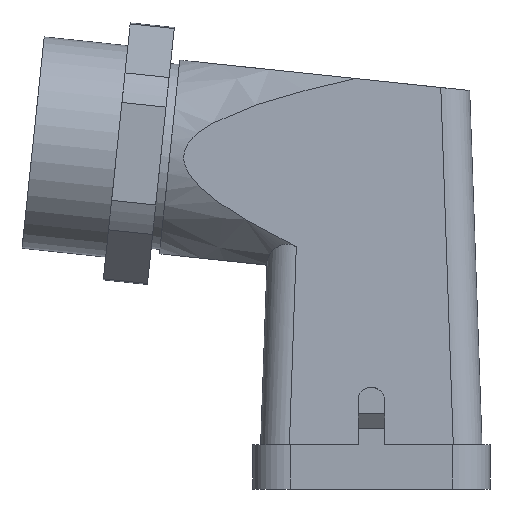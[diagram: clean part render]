
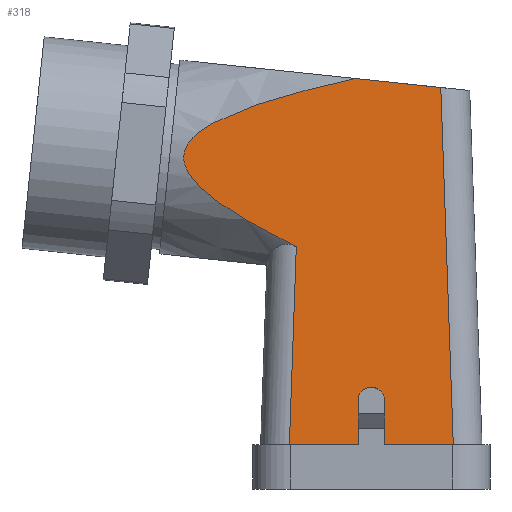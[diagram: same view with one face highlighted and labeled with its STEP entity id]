
A CAD part, front view. The second image highlights one B-rep face of the part: STEP entity #318.
In plain terms, the highlighted planar face has unit normal (0, -0.999, 0.035).
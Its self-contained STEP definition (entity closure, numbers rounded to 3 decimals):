
#318 = ADVANCED_FACE( '', ( #681 ), #682, .T. );
#681 = FACE_OUTER_BOUND( '', #1074, .T. );
#682 = PLANE( '', #1075 );
#1074 = EDGE_LOOP( '', ( #1979, #1980, #1981, #1982, #1983, #1984, #1985, #1986, #1987 ) );
#1075 = AXIS2_PLACEMENT_3D( '', #1988, #1989, #1990 );
#1979 = ORIENTED_EDGE( '', *, *, #2708, .T. );
#1980 = ORIENTED_EDGE( '', *, *, #2709, .T. );
#1981 = ORIENTED_EDGE( '', *, *, #2710, .F. );
#1982 = ORIENTED_EDGE( '', *, *, #2545, .F. );
#1983 = ORIENTED_EDGE( '', *, *, #2460, .F. );
#1984 = ORIENTED_EDGE( '', *, *, #2401, .F. );
#1985 = ORIENTED_EDGE( '', *, *, #2589, .F. );
#1986 = ORIENTED_EDGE( '', *, *, #2376, .T. );
#1987 = ORIENTED_EDGE( '', *, *, #2407, .T. );
#1988 = CARTESIAN_POINT( '', ( 0., -12.5, 5. ) );
#1989 = DIRECTION( '', ( 0., -0.999, 0.035 ) );
#1990 = DIRECTION( '', ( 0., -0.035, -0.999 ) );
#2376 = EDGE_CURVE( '', #2824, #2821, #2825, .F. );
#2401 = EDGE_CURVE( '', #2866, #2869, #2870, .T. );
#2407 = EDGE_CURVE( '', #2821, #2879, #2880, .T. );
#2460 = EDGE_CURVE( '', #2869, #2970, #2971, .T. );
#2545 = EDGE_CURVE( '', #2970, #3108, #3109, .T. );
#2589 = EDGE_CURVE( '', #2824, #2866, #3174, .T. );
#2708 = EDGE_CURVE( '', #2879, #3333, #3334, .T. );
#2709 = EDGE_CURVE( '', #3333, #3335, #3336, .T. );
#2710 = EDGE_CURVE( '', #3108, #3335, #3337, .T. );
#2821 = VERTEX_POINT( '', #3476 );
#2824 = VERTEX_POINT( '', #3479 );
#2825 = LINE( '', #3480, #3481 );
#2866 = VERTEX_POINT( '', #3535 );
#2869 = VERTEX_POINT( '', #3539 );
#2870 = LINE( '', #3540, #3541 );
#2879 = VERTEX_POINT( '', #3554 );
#2880 = LINE( '', #3555, #3556 );
#2970 = VERTEX_POINT( '', #3856 );
#2971 = ELLIPSE( '', #3857, 1.501, 1.5 );
#3108 = VERTEX_POINT( '', #4117 );
#3109 = LINE( '', #4118, #4119 );
#3174 = LINE( '', #4211, #4212 );
#3333 = VERTEX_POINT( '', #4465 );
#3334 = B_SPLINE_CURVE_WITH_KNOTS( '', 3, ( #4466, #4467, #4468, #4469, #4470, #4471, #4472, #4473, #4474, #4475, #4476, #4477, #4478, #4479, #4480, #4481, #4482, #4483, #4484, #4485, #4486, #4487, #4488, #4489, #4490, #4491, #4492, #4493, #4494, #4495, #4496, #4497, #4498, #4499, #4500, #4501, #4502, #4503, #4504, #4505, #4506, #4507 ), .UNSPECIFIED., .F., .F., ( 4, 2, 2, 2, 2, 2, 2, 2, 2, 2, 2, 2, 2, 2, 2, 2, 2, 2, 2, 2, 4 ), ( -0.009, -0.005, 0., 0.003, 0.005, 0.008, 0.009, 0.01, 0.011, 0.011, 0.012, 0.012, 0.013, 0.014, 0.015, 0.016, 0.017, 0.02, 0.022, 0.025, 0.029 ), .UNSPECIFIED. );
#3335 = VERTEX_POINT( '', #4508 );
#3336 = LINE( '', #4509, #4510 );
#3337 = LINE( '', #4511, #4512 );
#3476 = CARTESIAN_POINT( '', ( 7.843, -11.091, 45.343 ) );
#3479 = CARTESIAN_POINT( '', ( 9.252, -12.5, 5. ) );
#3480 = CARTESIAN_POINT( '', ( 9.241, -12.489, 5.322 ) );
#3481 = VECTOR( '', #4669, 1000. );
#3535 = CARTESIAN_POINT( '', ( 1.5, -12.5, 5. ) );
#3539 = CARTESIAN_POINT( '', ( 1.5, -12.325, 10. ) );
#3540 = CARTESIAN_POINT( '', ( 1.5, -12.243, 12.36 ) );
#3541 = VECTOR( '', #4697, 1000. );
#3554 = CARTESIAN_POINT( '', ( -1.826, -11.056, 46.359 ) );
#3555 = CARTESIAN_POINT( '', ( 4.285, -11.078, 45.717 ) );
#3556 = VECTOR( '', #4702, 1000. );
#3856 = CARTESIAN_POINT( '', ( -1.5, -12.325, 10. ) );
#3857 = AXIS2_PLACEMENT_3D( '', #4755, #4756, #4757 );
#4117 = CARTESIAN_POINT( '', ( -1.5, -12.5, 5. ) );
#4118 = CARTESIAN_POINT( '', ( -1.5, -12.417, 7.366 ) );
#4119 = VECTOR( '', #4832, 1000. );
#4211 = CARTESIAN_POINT( '', ( 13.4, -12.5, 5. ) );
#4212 = VECTOR( '', #4889, 1000. );
#4465 = CARTESIAN_POINT( '', ( -8.471, -11.719, 27.362 ) );
#4466 = CARTESIAN_POINT( '', ( -1.826, -11.056, 46.359 ) );
#4467 = CARTESIAN_POINT( '', ( -3.406, -11.068, 46.008 ) );
#4468 = CARTESIAN_POINT( '', ( -4.981, -11.081, 45.639 ) );
#4469 = CARTESIAN_POINT( '', ( -8.117, -11.109, 44.845 ) );
#4470 = CARTESIAN_POINT( '', ( -9.68, -11.123, 44.42 ) );
#4471 = CARTESIAN_POINT( '', ( -12.003, -11.148, 43.708 ) );
#4472 = CARTESIAN_POINT( '', ( -12.773, -11.157, 43.459 ) );
#4473 = CARTESIAN_POINT( '', ( -14.3, -11.176, 42.922 ) );
#4474 = CARTESIAN_POINT( '', ( -15.058, -11.186, 42.635 ) );
#4475 = CARTESIAN_POINT( '', ( -16.55, -11.208, 42.003 ) );
#4476 = CARTESIAN_POINT( '', ( -17.28, -11.22, 41.66 ) );
#4477 = CARTESIAN_POINT( '', ( -18.33, -11.24, 41.07 ) );
#4478 = CARTESIAN_POINT( '', ( -18.673, -11.248, 40.861 ) );
#4479 = CARTESIAN_POINT( '', ( -19.334, -11.264, 40.403 ) );
#4480 = CARTESIAN_POINT( '', ( -19.654, -11.272, 40.155 ) );
#4481 = CARTESIAN_POINT( '', ( -20.102, -11.287, 39.732 ) );
#4482 = CARTESIAN_POINT( '', ( -20.246, -11.292, 39.582 ) );
#4483 = CARTESIAN_POINT( '', ( -20.511, -11.303, 39.268 ) );
#4484 = CARTESIAN_POINT( '', ( -20.633, -11.309, 39.103 ) );
#4485 = CARTESIAN_POINT( '', ( -20.849, -11.321, 38.75 ) );
#4486 = CARTESIAN_POINT( '', ( -20.942, -11.328, 38.565 ) );
#4487 = CARTESIAN_POINT( '', ( -21.084, -11.341, 38.18 ) );
#4488 = CARTESIAN_POINT( '', ( -21.134, -11.348, 37.977 ) );
#4489 = CARTESIAN_POINT( '', ( -21.184, -11.363, 37.568 ) );
#4490 = CARTESIAN_POINT( '', ( -21.185, -11.37, 37.364 ) );
#4491 = CARTESIAN_POINT( '', ( -21.139, -11.384, 36.954 ) );
#4492 = CARTESIAN_POINT( '', ( -21.093, -11.391, 36.751 ) );
#4493 = CARTESIAN_POINT( '', ( -20.904, -11.412, 36.166 ) );
#4494 = CARTESIAN_POINT( '', ( -20.707, -11.425, 35.797 ) );
#4495 = CARTESIAN_POINT( '', ( -20.252, -11.448, 35.117 ) );
#4496 = CARTESIAN_POINT( '', ( -19.993, -11.459, 34.802 ) );
#4497 = CARTESIAN_POINT( '', ( -19.435, -11.48, 34.2 ) );
#4498 = CARTESIAN_POINT( '', ( -19.138, -11.49, 33.916 ) );
#4499 = CARTESIAN_POINT( '', ( -18.224, -11.519, 33.106 ) );
#4500 = CARTESIAN_POINT( '', ( -17.58, -11.536, 32.617 ) );
#4501 = CARTESIAN_POINT( '', ( -16.258, -11.568, 31.69 ) );
#4502 = CARTESIAN_POINT( '', ( -15.579, -11.583, 31.252 ) );
#4503 = CARTESIAN_POINT( '', ( -14.199, -11.613, 30.409 ) );
#4504 = CARTESIAN_POINT( '', ( -13.498, -11.627, 30.004 ) );
#4505 = CARTESIAN_POINT( '', ( -11.372, -11.668, 28.822 ) );
#4506 = CARTESIAN_POINT( '', ( -9.927, -11.694, 28.079 ) );
#4507 = CARTESIAN_POINT( '', ( -8.471, -11.719, 27.362 ) );
#4508 = CARTESIAN_POINT( '', ( -9.252, -12.5, 5. ) );
#4509 = CARTESIAN_POINT( '', ( -9.241, -12.489, 5.322 ) );
#4510 = VECTOR( '', #4993, 1000. );
#4511 = CARTESIAN_POINT( '', ( 13.4, -12.5, 5. ) );
#4512 = VECTOR( '', #4994, 1000. );
#4669 = DIRECTION( '', ( 0.035, -0.035, -0.999 ) );
#4697 = DIRECTION( '', ( 0., 0.035, 0.999 ) );
#4702 = DIRECTION( '', ( -0.995, 0.004, 0.105 ) );
#4755 = CARTESIAN_POINT( '', ( 0., -12.325, 10. ) );
#4756 = DIRECTION( '', ( 0., -0.999, 0.035 ) );
#4757 = DIRECTION( '', ( 0., -0.035, -0.999 ) );
#4832 = DIRECTION( '', ( 0., -0.035, -0.999 ) );
#4889 = DIRECTION( '', ( -1., 0., 0. ) );
#4993 = DIRECTION( '', ( -0.035, -0.035, -0.999 ) );
#4994 = DIRECTION( '', ( -1., 0., 0. ) );
